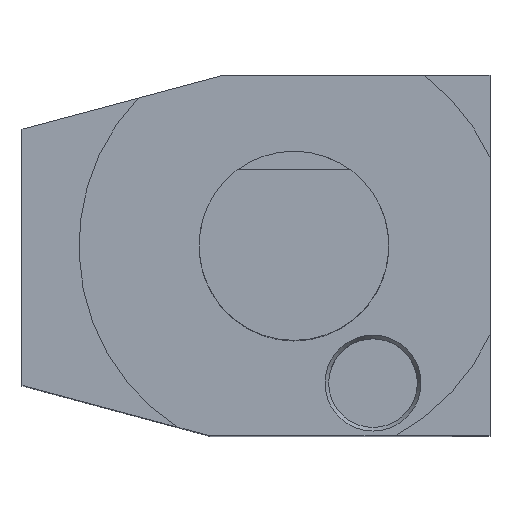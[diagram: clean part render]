
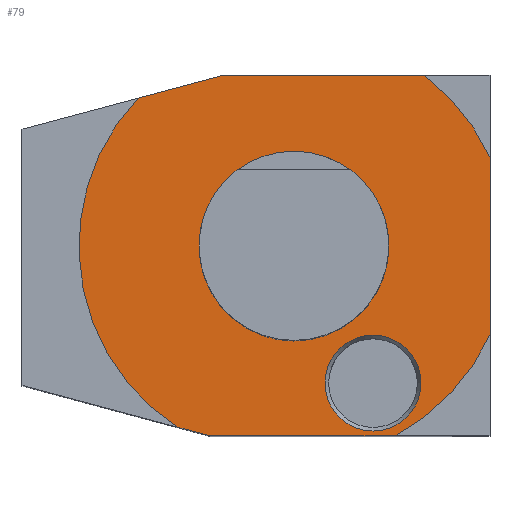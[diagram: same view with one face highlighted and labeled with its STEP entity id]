
A CAD part, top view. The second image highlights one B-rep face of the part: STEP entity #79.
In plain terms, the highlighted planar face has unit normal (0, 0, 1).
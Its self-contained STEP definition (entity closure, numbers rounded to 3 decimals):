
#79=ADVANCED_FACE('',(#173,#174,#175),#118,.F.);
#118=PLANE('',#698);
#142=CIRCLE('',#693,7.584);
#143=CIRCLE('',#694,34.);
#144=CIRCLE('',#695,34.);
#145=CIRCLE('',#696,34.);
#146=CIRCLE('',#697,14.997);
#173=FACE_BOUND('',#194,.T.);
#174=FACE_BOUND('',#195,.T.);
#175=FACE_BOUND('',#196,.T.);
#194=EDGE_LOOP('',(#250));
#195=EDGE_LOOP('',(#251,#252,#253,#254,#255,#256,#257,#258));
#196=EDGE_LOOP('',(#259));
#250=ORIENTED_EDGE('',*,*,#482,.F.);
#251=ORIENTED_EDGE('',*,*,#483,.F.);
#252=ORIENTED_EDGE('',*,*,#484,.T.);
#253=ORIENTED_EDGE('',*,*,#485,.F.);
#254=ORIENTED_EDGE('',*,*,#486,.F.);
#255=ORIENTED_EDGE('',*,*,#487,.T.);
#256=ORIENTED_EDGE('',*,*,#488,.F.);
#257=ORIENTED_EDGE('',*,*,#489,.T.);
#258=ORIENTED_EDGE('',*,*,#490,.F.);
#259=ORIENTED_EDGE('',*,*,#491,.T.);
#422=VERTEX_POINT('',#984);
#423=VERTEX_POINT('',#986);
#424=VERTEX_POINT('',#987);
#425=VERTEX_POINT('',#989);
#426=VERTEX_POINT('',#991);
#427=VERTEX_POINT('',#993);
#428=VERTEX_POINT('',#995);
#429=VERTEX_POINT('',#997);
#430=VERTEX_POINT('',#999);
#431=VERTEX_POINT('',#1002);
#482=EDGE_CURVE('',#422,#422,#142,.T.);
#483=EDGE_CURVE('',#423,#424,#566,.T.);
#484=EDGE_CURVE('',#423,#425,#143,.T.);
#485=EDGE_CURVE('',#426,#425,#567,.T.);
#486=EDGE_CURVE('',#427,#426,#568,.T.);
#487=EDGE_CURVE('',#427,#428,#144,.T.);
#488=EDGE_CURVE('',#429,#428,#569,.T.);
#489=EDGE_CURVE('',#429,#430,#145,.T.);
#490=EDGE_CURVE('',#424,#430,#570,.T.);
#491=EDGE_CURVE('',#431,#431,#146,.T.);
#566=LINE('',#985,#620);
#567=LINE('',#990,#621);
#568=LINE('',#992,#622);
#569=LINE('',#996,#623);
#570=LINE('',#1000,#624);
#620=VECTOR('',#782,1.);
#621=VECTOR('',#785,1.);
#622=VECTOR('',#786,1.);
#623=VECTOR('',#789,1.);
#624=VECTOR('',#792,1.);
#693=AXIS2_PLACEMENT_3D('',#983,#780,#781);
#694=AXIS2_PLACEMENT_3D('',#988,#783,#784);
#695=AXIS2_PLACEMENT_3D('',#994,#787,#788);
#696=AXIS2_PLACEMENT_3D('',#998,#790,#791);
#697=AXIS2_PLACEMENT_3D('',#1001,#793,#794);
#698=AXIS2_PLACEMENT_3D('',#1003,#795,#796);
#780=DIRECTION('',(0.,0.,1.));
#781=DIRECTION('',(1.,0.,0.));
#782=DIRECTION('',(0.966,0.259,0.));
#783=DIRECTION('',(0.,0.,1.));
#784=DIRECTION('',(0.,1.,0.));
#785=DIRECTION('',(-0.966,0.259,0.));
#786=DIRECTION('',(-1.,0.,0.));
#787=DIRECTION('',(0.,0.,1.));
#788=DIRECTION('',(0.,1.,0.));
#789=DIRECTION('',(0.,-1.,0.));
#790=DIRECTION('',(0.,0.,1.));
#791=DIRECTION('',(0.,1.,0.));
#792=DIRECTION('',(1.,0.,0.));
#793=DIRECTION('',(0.,0.,-1.));
#794=DIRECTION('',(0.,-1.,0.));
#795=DIRECTION('',(0.,0.,-1.));
#796=DIRECTION('',(0.,1.,0.));
#983=CARTESIAN_POINT('',(12.5,-21.651,0.));
#984=CARTESIAN_POINT('',(20.084,-21.651,0.));
#985=CARTESIAN_POINT('',(0.994,30.289,0.));
#986=CARTESIAN_POINT('',(-24.649,23.418,0.));
#987=CARTESIAN_POINT('',(-11.282,27.,0.));
#988=CARTESIAN_POINT('',(0.,0.,0.));
#989=CARTESIAN_POINT('',(-18.342,-28.628,0.));
#990=CARTESIAN_POINT('',(-16.886,-29.018,0.));
#991=CARTESIAN_POINT('',(-13.222,-30.,0.));
#992=CARTESIAN_POINT('',(0.,-30.,0.));
#993=CARTESIAN_POINT('',(16.,-30.,0.));
#994=CARTESIAN_POINT('',(0.,0.,0.));
#995=CARTESIAN_POINT('',(31.,-13.964,0.));
#996=CARTESIAN_POINT('',(31.,34.,0.));
#997=CARTESIAN_POINT('',(31.,13.964,0.));
#998=CARTESIAN_POINT('',(0.,0.,0.));
#999=CARTESIAN_POINT('',(20.664,27.,0.));
#1000=CARTESIAN_POINT('',(0.,27.,0.));
#1001=CARTESIAN_POINT('',(0.,0.,0.));
#1002=CARTESIAN_POINT('',(0.,-14.997,0.));
#1003=CARTESIAN_POINT('',(0.,34.,0.));
